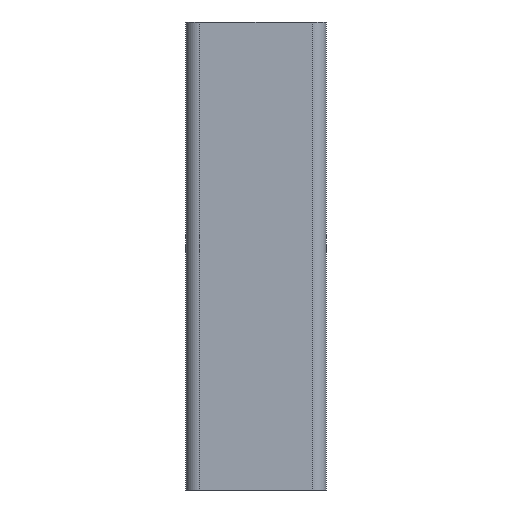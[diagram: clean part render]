
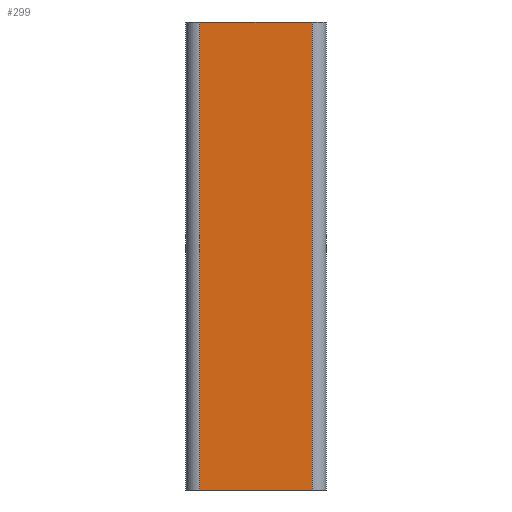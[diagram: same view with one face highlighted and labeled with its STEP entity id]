
A CAD part, front view. The second image highlights one B-rep face of the part: STEP entity #299.
In plain terms, the highlighted planar face has unit normal (0, -1, 0).
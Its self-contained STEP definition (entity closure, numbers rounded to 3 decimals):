
#299=ADVANCED_FACE('',(#701),#702,.F.);
#701=FACE_OUTER_BOUND('',#1193,.T.);
#702=PLANE('',#1194);
#1193=EDGE_LOOP('',(#2854,#2855,#2856,#2857));
#1194=AXIS2_PLACEMENT_3D('',#2858,#2859,#2860);
#2854=ORIENTED_EDGE('',*,*,#3714,.F.);
#2855=ORIENTED_EDGE('',*,*,#4095,.F.);
#2856=ORIENTED_EDGE('',*,*,#3834,.F.);
#2857=ORIENTED_EDGE('',*,*,#4096,.T.);
#2858=CARTESIAN_POINT('',(0.,-30.0,3050.0));
#2859=DIRECTION('',(0.0,1.0,0.0));
#2860=DIRECTION('',(0.0,0.0,1.0));
#3714=EDGE_CURVE('',#4645,#4647,#4648,.T.);
#3834=EDGE_CURVE('',#4885,#4887,#4888,.T.);
#4095=EDGE_CURVE('',#4887,#4645,#5263,.T.);
#4096=EDGE_CURVE('',#4885,#4647,#5264,.T.);
#4645=VERTEX_POINT('',#5928);
#4647=VERTEX_POINT('',#5930);
#4648=LINE('',#5931,#5932);
#4885=VERTEX_POINT('',#6227);
#4887=VERTEX_POINT('',#6229);
#4888=LINE('',#6230,#6231);
#5263=LINE('',#6808,#6809);
#5264=LINE('',#6810,#6811);
#5928=CARTESIAN_POINT('',(12.0,-30.0,0.0));
#5930=CARTESIAN_POINT('',(-12.0,-30.0,0.0));
#5931=CARTESIAN_POINT('',(0.,-30.0,0.0));
#5932=VECTOR('',#7448,1.0);
#6227=CARTESIAN_POINT('',(-12.0,-30.0,100.0));
#6229=CARTESIAN_POINT('',(12.0,-30.0,100.0));
#6230=CARTESIAN_POINT('',(0.,-30.0,100.0));
#6231=VECTOR('',#7690,1.0);
#6808=CARTESIAN_POINT('',(12.0,-30.0,3050.0));
#6809=VECTOR('',#8067,1.0);
#6810=CARTESIAN_POINT('',(-12.0,-30.0,3050.0));
#6811=VECTOR('',#8068,1.0);
#7448=DIRECTION('',(-1.0,0.0,0.0));
#7690=DIRECTION('',(1.0,0.0,0.0));
#8067=DIRECTION('',(0.0,0.0,-1.0));
#8068=DIRECTION('',(0.0,0.0,-1.0));
